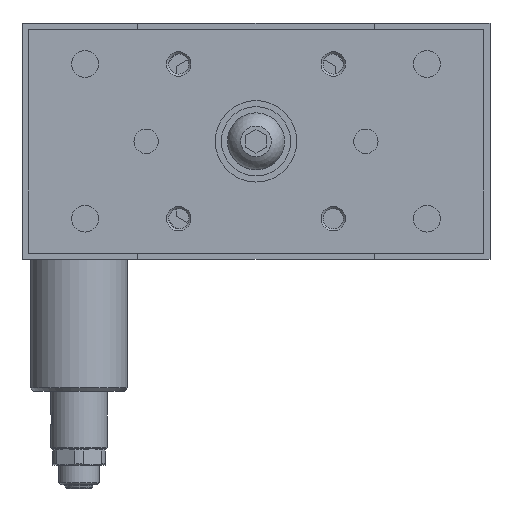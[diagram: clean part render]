
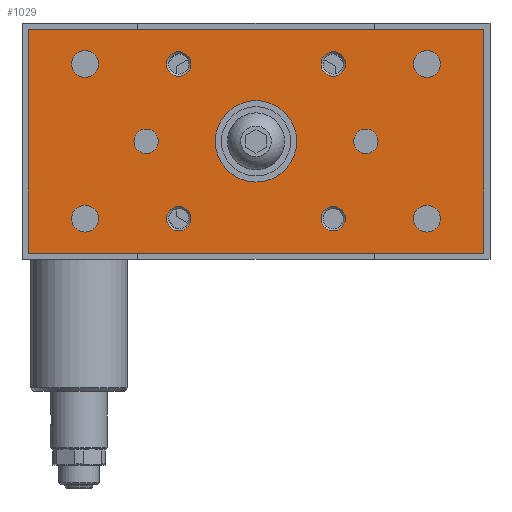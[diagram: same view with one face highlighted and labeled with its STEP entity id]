
A CAD part, left-side view. The second image highlights one B-rep face of the part: STEP entity #1029.
In plain terms, the highlighted planar face has unit normal (-1, 0, 0).
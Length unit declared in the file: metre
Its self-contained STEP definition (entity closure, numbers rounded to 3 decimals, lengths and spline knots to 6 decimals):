
#1029 = ADVANCED_FACE( '', ( #2403, #2404, #2405, #2406, #2407, #2408, #2409, #2410, #2411, #2412, #2413, #2414 ), #2415, .F. );
#2403 = FACE_BOUND( '', #4080, .T. );
#2404 = FACE_BOUND( '', #4081, .T. );
#2405 = FACE_BOUND( '', #4082, .T. );
#2406 = FACE_BOUND( '', #4083, .T. );
#2407 = FACE_BOUND( '', #4084, .T. );
#2408 = FACE_BOUND( '', #4085, .T. );
#2409 = FACE_BOUND( '', #4086, .T. );
#2410 = FACE_BOUND( '', #4087, .T. );
#2411 = FACE_BOUND( '', #4088, .T. );
#2412 = FACE_BOUND( '', #4089, .T. );
#2413 = FACE_BOUND( '', #4090, .T. );
#2414 = FACE_OUTER_BOUND( '', #4091, .T. );
#2415 = PLANE( '', #4092 );
#4080 = EDGE_LOOP( '', ( #6753 ) );
#4081 = EDGE_LOOP( '', ( #6754 ) );
#4082 = EDGE_LOOP( '', ( #6755 ) );
#4083 = EDGE_LOOP( '', ( #6756 ) );
#4084 = EDGE_LOOP( '', ( #6757 ) );
#4085 = EDGE_LOOP( '', ( #6758 ) );
#4086 = EDGE_LOOP( '', ( #6759 ) );
#4087 = EDGE_LOOP( '', ( #6760 ) );
#4088 = EDGE_LOOP( '', ( #6761 ) );
#4089 = EDGE_LOOP( '', ( #6762 ) );
#4090 = EDGE_LOOP( '', ( #6763 ) );
#4091 = EDGE_LOOP( '', ( #6764, #6765, #6766, #6767 ) );
#4092 = AXIS2_PLACEMENT_3D( '', #6768, #6769, #6770 );
#6753 = ORIENTED_EDGE( '', *, *, #8976, .T. );
#6754 = ORIENTED_EDGE( '', *, *, #8659, .T. );
#6755 = ORIENTED_EDGE( '', *, *, #8977, .F. );
#6756 = ORIENTED_EDGE( '', *, *, #8854, .F. );
#6757 = ORIENTED_EDGE( '', *, *, #8096, .T. );
#6758 = ORIENTED_EDGE( '', *, *, #8676, .F. );
#6759 = ORIENTED_EDGE( '', *, *, #8588, .T. );
#6760 = ORIENTED_EDGE( '', *, *, #8978, .T. );
#6761 = ORIENTED_EDGE( '', *, *, #8264, .F. );
#6762 = ORIENTED_EDGE( '', *, *, #8979, .F. );
#6763 = ORIENTED_EDGE( '', *, *, #8582, .T. );
#6764 = ORIENTED_EDGE( '', *, *, #8887, .T. );
#6765 = ORIENTED_EDGE( '', *, *, #8930, .T. );
#6766 = ORIENTED_EDGE( '', *, *, #8594, .T. );
#6767 = ORIENTED_EDGE( '', *, *, #8980, .T. );
#6768 = CARTESIAN_POINT( '', ( -0.022, -0.056, -0.0565 ) );
#6769 = DIRECTION( '', ( 1., 0., 0. ) );
#6770 = DIRECTION( '', ( 0., 1., 0. ) );
#8096 = EDGE_CURVE( '', #9346, #9346, #9347, .T. );
#8264 = EDGE_CURVE( '', #9629, #9629, #9630, .T. );
#8582 = EDGE_CURVE( '', #10142, #10142, #10143, .T. );
#8588 = EDGE_CURVE( '', #10149, #10149, #10150, .T. );
#8594 = EDGE_CURVE( '', #10159, #10157, #10160, .T. );
#8659 = EDGE_CURVE( '', #10254, #10254, #10255, .T. );
#8676 = EDGE_CURVE( '', #10276, #10276, #10277, .T. );
#8854 = EDGE_CURVE( '', #10542, #10542, #10543, .T. );
#8887 = EDGE_CURVE( '', #10586, #10584, #10587, .T. );
#8930 = EDGE_CURVE( '', #10584, #10159, #10645, .T. );
#8976 = EDGE_CURVE( '', #10703, #10703, #10704, .T. );
#8977 = EDGE_CURVE( '', #10705, #10705, #10706, .T. );
#8978 = EDGE_CURVE( '', #10707, #10707, #10708, .T. );
#8979 = EDGE_CURVE( '', #10709, #10709, #10710, .T. );
#8980 = EDGE_CURVE( '', #10157, #10586, #10711, .T. );
#9346 = VERTEX_POINT( '', #11222 );
#9347 = CIRCLE( '', #11223, 0.003 );
#9629 = VERTEX_POINT( '', #11749 );
#9630 = CIRCLE( '', #11750, 0.0033 );
#10142 = VERTEX_POINT( '', #12535 );
#10143 = CIRCLE( '', #12536, 0.0033 );
#10149 = VERTEX_POINT( '', #12542 );
#10150 = CIRCLE( '', #12543, 0.003 );
#10157 = VERTEX_POINT( '', #12550 );
#10159 = VERTEX_POINT( '', #12553 );
#10160 = LINE( '', #12554, #12555 );
#10254 = VERTEX_POINT( '', #12718 );
#10255 = CIRCLE( '', #12719, 0.003 );
#10276 = VERTEX_POINT( '', #12797 );
#10277 = CIRCLE( '', #12798, 0.003 );
#10542 = VERTEX_POINT( '', #13388 );
#10543 = CIRCLE( '', #13389, 0.003 );
#10584 = VERTEX_POINT( '', #13434 );
#10586 = VERTEX_POINT( '', #13437 );
#10587 = LINE( '', #13438, #13439 );
#10645 = LINE( '', #13559, #13560 );
#10703 = VERTEX_POINT( '', #13629 );
#10704 = CIRCLE( '', #13630, 0.01 );
#10705 = VERTEX_POINT( '', #13631 );
#10706 = CIRCLE( '', #13632, 0.003 );
#10707 = VERTEX_POINT( '', #13633 );
#10708 = CIRCLE( '', #13634, 0.0033 );
#10709 = VERTEX_POINT( '', #13635 );
#10710 = CIRCLE( '', #13636, 0.0033 );
#10711 = LINE( '', #13637, #13638 );
#11222 = CARTESIAN_POINT( '', ( -0.022, 0.019, -0.013 ) );
#11223 = AXIS2_PLACEMENT_3D( '', #14274, #14275, #14276 );
#11749 = CARTESIAN_POINT( '', ( -0.022, 0.042, -0.0513 ) );
#11750 = AXIS2_PLACEMENT_3D( '', #14501, #14502, #14503 );
#12535 = CARTESIAN_POINT( '', ( -0.022, 0.042, -0.0067 ) );
#12536 = AXIS2_PLACEMENT_3D( '', #14931, #14932, #14933 );
#12542 = CARTESIAN_POINT( '', ( -0.022, 0.027, -0.032 ) );
#12543 = AXIS2_PLACEMENT_3D( '', #14937, #14938, #14939 );
#12550 = CARTESIAN_POINT( '', ( -0.022, 0.056, -0.0565 ) );
#12553 = CARTESIAN_POINT( '', ( -0.022, 0.056, -0.0015 ) );
#12554 = CARTESIAN_POINT( '', ( -0.022, 0.056, -0.0015 ) );
#12555 = VECTOR( '', #14947, 1. );
#12718 = CARTESIAN_POINT( '', ( -0.022, -0.019, -0.045 ) );
#12719 = AXIS2_PLACEMENT_3D( '', #15017, #15018, #15019 );
#12797 = CARTESIAN_POINT( '', ( -0.022, -0.027, -0.032 ) );
#12798 = AXIS2_PLACEMENT_3D( '', #15037, #15038, #15039 );
#13388 = CARTESIAN_POINT( '', ( -0.022, -0.019, -0.013 ) );
#13389 = AXIS2_PLACEMENT_3D( '', #15246, #15247, #15248 );
#13434 = CARTESIAN_POINT( '', ( -0.022, -0.056, -0.0015 ) );
#13437 = CARTESIAN_POINT( '', ( -0.022, -0.056, -0.0565 ) );
#13438 = CARTESIAN_POINT( '', ( -0.022, -0.056, -0.0565 ) );
#13439 = VECTOR( '', #15287, 1. );
#13559 = CARTESIAN_POINT( '', ( -0.022, -0.056, -0.0015 ) );
#13560 = VECTOR( '', #15326, 1. );
#13629 = CARTESIAN_POINT( '', ( -0.022, 0., -0.039 ) );
#13630 = AXIS2_PLACEMENT_3D( '', #15380, #15381, #15382 );
#13631 = CARTESIAN_POINT( '', ( -0.022, 0.019, -0.045 ) );
#13632 = AXIS2_PLACEMENT_3D( '', #15383, #15384, #15385 );
#13633 = CARTESIAN_POINT( '', ( -0.022, -0.042, -0.0513 ) );
#13634 = AXIS2_PLACEMENT_3D( '', #15386, #15387, #15388 );
#13635 = CARTESIAN_POINT( '', ( -0.022, -0.042, -0.0067 ) );
#13636 = AXIS2_PLACEMENT_3D( '', #15389, #15390, #15391 );
#13637 = CARTESIAN_POINT( '', ( -0.022, 0.056, -0.0565 ) );
#13638 = VECTOR( '', #15392, 1. );
#14274 = CARTESIAN_POINT( '', ( -0.022, 0.019, -0.01 ) );
#14275 = DIRECTION( '', ( 1., 0., 0. ) );
#14276 = DIRECTION( '', ( 0., 0., -1. ) );
#14501 = CARTESIAN_POINT( '', ( -0.022, 0.042, -0.048 ) );
#14502 = DIRECTION( '', ( -1., 0., 0. ) );
#14503 = DIRECTION( '', ( 0., 0., -1. ) );
#14931 = CARTESIAN_POINT( '', ( -0.022, 0.042, -0.01 ) );
#14932 = DIRECTION( '', ( 1., 0., 0. ) );
#14933 = DIRECTION( '', ( 0., 0., 1. ) );
#14937 = CARTESIAN_POINT( '', ( -0.022, 0.027, -0.029 ) );
#14938 = DIRECTION( '', ( 1., 0., 0. ) );
#14939 = DIRECTION( '', ( 0., 0., -1. ) );
#14947 = DIRECTION( '', ( 0., 0., -1. ) );
#15017 = CARTESIAN_POINT( '', ( -0.022, -0.019, -0.048 ) );
#15018 = DIRECTION( '', ( 1., 0., 0. ) );
#15019 = DIRECTION( '', ( 0., 0., 1. ) );
#15037 = CARTESIAN_POINT( '', ( -0.022, -0.027, -0.029 ) );
#15038 = DIRECTION( '', ( -1., 0., 0. ) );
#15039 = DIRECTION( '', ( 0., 0., -1. ) );
#15246 = CARTESIAN_POINT( '', ( -0.022, -0.019, -0.01 ) );
#15247 = DIRECTION( '', ( -1., 0., 0. ) );
#15248 = DIRECTION( '', ( 0., 0., -1. ) );
#15287 = DIRECTION( '', ( 0., 0., 1. ) );
#15326 = DIRECTION( '', ( 0., 1., 0. ) );
#15380 = CARTESIAN_POINT( '', ( -0.022, 0., -0.029 ) );
#15381 = DIRECTION( '', ( 1., 0., 0. ) );
#15382 = DIRECTION( '', ( 0., 0., -1. ) );
#15383 = CARTESIAN_POINT( '', ( -0.022, 0.019, -0.048 ) );
#15384 = DIRECTION( '', ( -1., 0., 0. ) );
#15385 = DIRECTION( '', ( 0., 0., 1. ) );
#15386 = CARTESIAN_POINT( '', ( -0.022, -0.042, -0.048 ) );
#15387 = DIRECTION( '', ( 1., 0., 0. ) );
#15388 = DIRECTION( '', ( 0., 0., -1. ) );
#15389 = CARTESIAN_POINT( '', ( -0.022, -0.042, -0.01 ) );
#15390 = DIRECTION( '', ( -1., 0., 0. ) );
#15391 = DIRECTION( '', ( 0., 0., 1. ) );
#15392 = DIRECTION( '', ( 0., -1., 0. ) );
